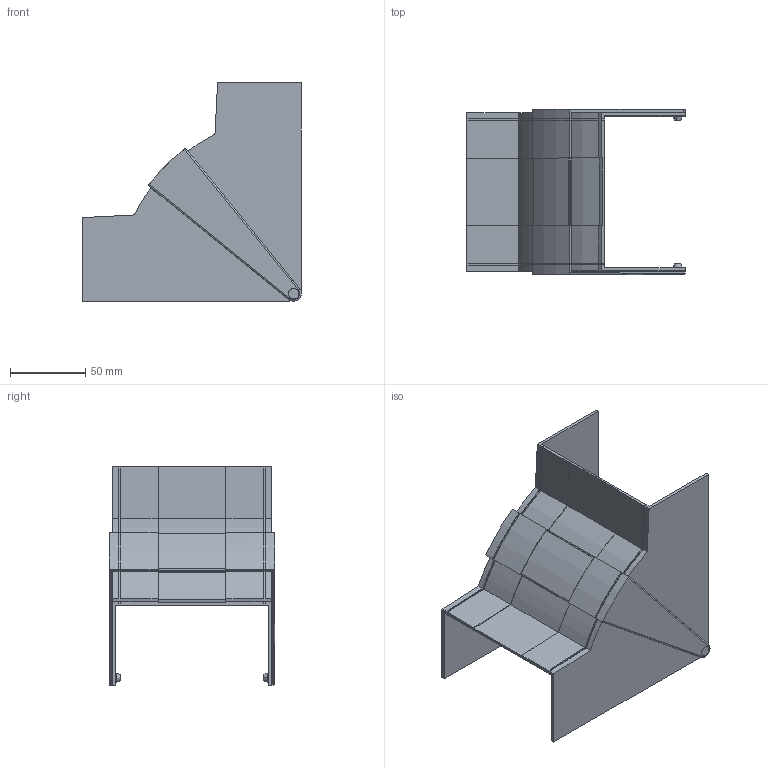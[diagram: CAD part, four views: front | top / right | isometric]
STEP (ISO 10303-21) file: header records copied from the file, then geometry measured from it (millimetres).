
FILE_DESCRIPTION (( 'STEP AP214' ), '1' );
FILE_NAME ('6113070.stp', '2016-04-27T10:55:09', ( '' ), ( '' ), 'SwSTEP 2.0', 'SolidWorks 2014', '' );
FILE_SCHEMA (( 'AUTOMOTIVE_DESIGN' ));
Length unit declared in the file: millimetre
Products named in the file (4): 6113070; 070028_Standard; 070030_Standard; 034959_Standard
Assembly tree (4 placements, depth 2):
  6113070
    070028_Standard
    070030_Standard
    034959_Standard  x2
Bounding box: 145 x 109.6 x 145 mm (x, y, z)
Volume: 105158.3 mm3; surface area: 105782.2 mm2
Topology: 4 solids, 4 shells, 172 faces, 501 edges, 327 vertices
Faces by surface type: plane 80, cylinder 75, torus 9, cone 8
Entity records: 5585 total; most frequent: DIRECTION 973, CARTESIAN_POINT 965, ORIENTED_EDGE 950, EDGE_CURVE 475, AXIS2_PLACEMENT_3D 335, VERTEX_POINT 311, VECTOR 303, LINE 303
